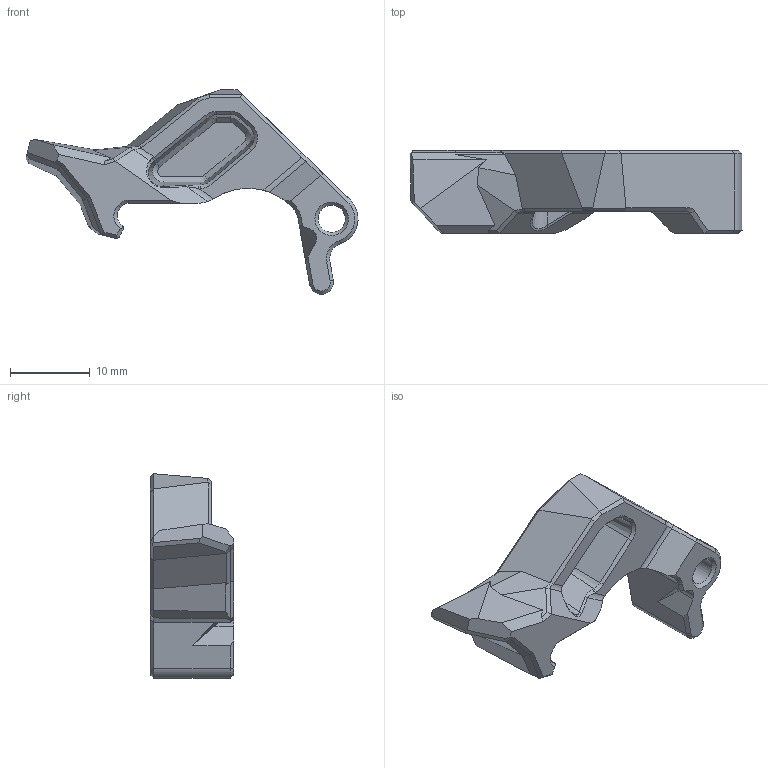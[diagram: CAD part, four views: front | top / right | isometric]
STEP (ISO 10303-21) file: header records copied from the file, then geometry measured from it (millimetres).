
FILE_DESCRIPTION(/* description */ (''),/* implementation_level */ '2;1');
FILE_NAME(/* name */ '[a]_SB_latch_ECAS.stp',/* time_stamp */ '2024-03-04T00:33:13+01:00',/* author */ (''),/* organization */ (''),/* preprocessor_version */ 'ST-DEVELOPER v16.7',/* originating_system */ 'SIEMENS PLM Software NX 1847',/* authorisation */ '');
FILE_SCHEMA (('AP203_CONFIGURATION_CONTROLLED_3D_DESIGN_OF_MECHANICAL_PARTS_AND_ASSEMBLIES_MIM_LF { 1 0 10303 403 2 1 2}'));
Length unit declared in the file: millimetre
Products named in the file (1): [a]_latch_ECAS
Bounding box: 41.6 x 10.4 x 25.64 mm (x, y, z)
Volume: 2917.4 mm3; surface area: 2071.5 mm2
Topology: 1 solids, 1 shells, 145 faces, 371 edges, 225 vertices
Faces by surface type: plane 89, cone 35, cylinder 15, bspline 6
Full cylindrical faces by diameter (mm): 3.4 x1
Entity records: 4480 total; most frequent: CARTESIAN_POINT 957, ORIENTED_EDGE 736, DIRECTION 674, EDGE_CURVE 368, LINE 272, VECTOR 272, VERTEX_POINT 225, AXIS2_PLACEMENT_3D 201
